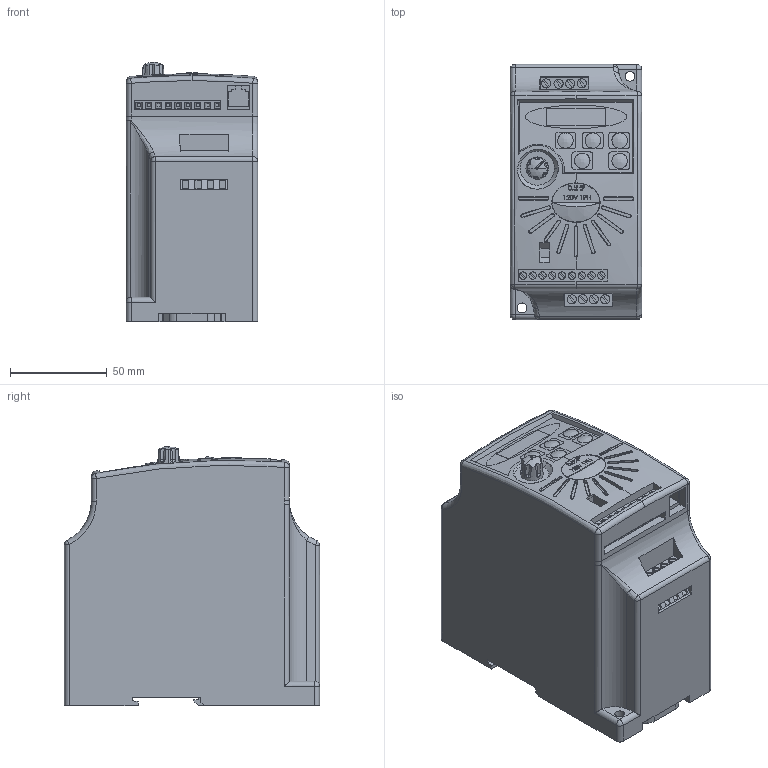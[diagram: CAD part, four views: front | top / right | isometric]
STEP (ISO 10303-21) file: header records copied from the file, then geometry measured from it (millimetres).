
FILE_DESCRIPTION (( 'STEP AP214' ), '1' );
FILE_NAME ('GS1-10P5.step', '2014-07-21T20:28:31', ( '' ), ( '' ), 'SwSTEP 2.0', 'SolidWorks 2013', '' );
FILE_SCHEMA (( 'AUTOMOTIVE_DESIGN' ));
Length unit declared in the file: inch
Products named in the file (1): GS1-10P5
Bounding box: 68.07 x 132.08 x 134.23 mm (x, y, z)
Volume: 1007892.4 mm3; surface area: 70628.2 mm2
Topology: 1 solids, 1 shells, 871 faces, 2182 edges, 1391 vertices
Faces by surface type: plane 542, cylinder 168, bspline 115, sphere 26, torus 15, cone 5
Entity records: 40667 total; most frequent: CARTESIAN_POINT 12510, ORIENTED_EDGE 4344, DIRECTION 3863, EDGE_CURVE 2172, VERTEX_POINT 1391, VECTOR 1373, LINE 1373, AXIS2_PLACEMENT_3D 1245
